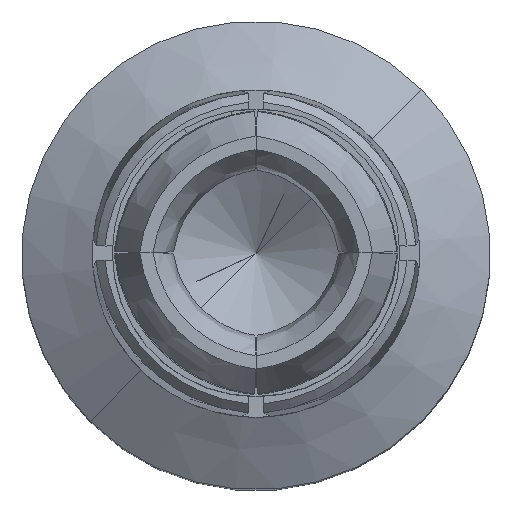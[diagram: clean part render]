
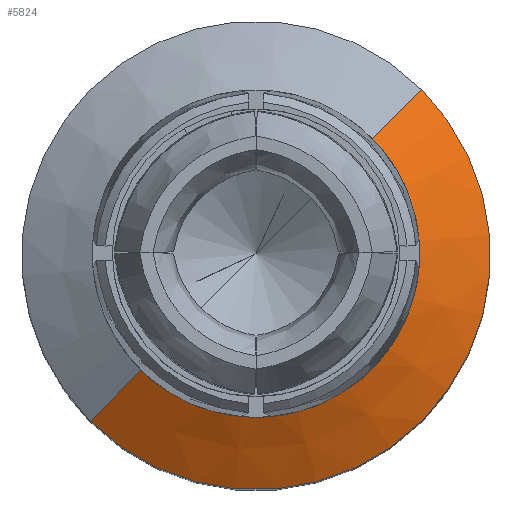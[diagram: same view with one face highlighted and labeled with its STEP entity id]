
A CAD part, top view. The second image highlights one B-rep face of the part: STEP entity #5824.
In plain terms, the highlighted conical face has half-angle 61 degrees and reference radius 2.2 mm.
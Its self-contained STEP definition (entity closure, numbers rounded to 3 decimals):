
#2096=CARTESIAN_POINT('',(0.,0.,-10.401));
#2097=DIRECTION('',(0.,0.,-1.));
#2098=DIRECTION('',(0.707,0.707,0.));
#2099=AXIS2_PLACEMENT_3D('',#2096,#2097,#2098);
#2172=DIRECTION('',(-0.618,-0.618,0.485));
#2173=VECTOR('',#2172,1.029);
#2174=CARTESIAN_POINT('',(1.874,1.874,-10.9));
#2175=LINE('',#2174,#2173);
#2176=DIRECTION('',(0.618,0.618,0.485));
#2177=VECTOR('',#2176,1.029);
#2178=CARTESIAN_POINT('',(-1.874,-1.874,-10.9));
#2179=LINE('',#2178,#2177);
#2185=CARTESIAN_POINT('',(0.,0.,-10.9));
#2186=DIRECTION('',(0.,0.,-1.));
#2187=DIRECTION('',(0.707,0.707,0.));
#2188=AXIS2_PLACEMENT_3D('',#2185,#2186,#2187);
#2417=CARTESIAN_POINT('',(1.874,1.874,-10.9));
#2419=VERTEX_POINT('',#2417);
#2420=CARTESIAN_POINT('',(1.237,1.237,-10.401));
#2421=VERTEX_POINT('',#2420);
#2429=CARTESIAN_POINT('',(-1.874,-1.874,-10.9));
#2431=VERTEX_POINT('',#2429);
#2432=CARTESIAN_POINT('',(-1.237,-1.237,
-10.401));
#2433=VERTEX_POINT('',#2432);
#5812=CARTESIAN_POINT('',(0.,0.,-10.651));
#5813=DIRECTION('',(0.,0.,-1.));
#5814=DIRECTION('',(-0.707,-0.707,0.));
#5815=AXIS2_PLACEMENT_3D('',#5812,#5813,#5814);
#5816=CONICAL_SURFACE('',#5815,2.2,61.);
#5817=ORIENTED_EDGE('',*,*,#5802,.F.);
#5819=ORIENTED_EDGE('',*,*,#5818,.T.);
#5820=ORIENTED_EDGE('',*,*,#5805,.T.);
#5821=ORIENTED_EDGE('',*,*,#5770,.F.);
#5822=EDGE_LOOP('',(#5817,#5819,#5820,#5821));
#5823=FACE_OUTER_BOUND('',#5822,.F.);
#2100=CIRCLE('',#2099,1.75);
#2189=CIRCLE('',#2188,2.65);
#5770=EDGE_CURVE('',#2421,#2433,#2100,.T.);
#5802=EDGE_CURVE('',#2419,#2421,#2175,.T.);
#5805=EDGE_CURVE('',#2431,#2433,#2179,.T.);
#5818=EDGE_CURVE('',#2419,#2431,#2189,.T.);
#5824=ADVANCED_FACE('',(#5823),#5816,.T.);
